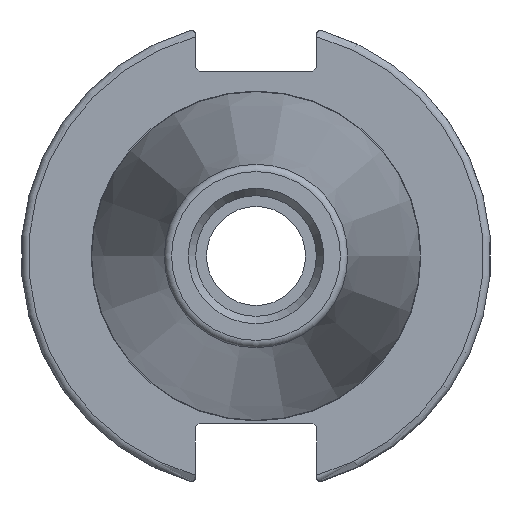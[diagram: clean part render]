
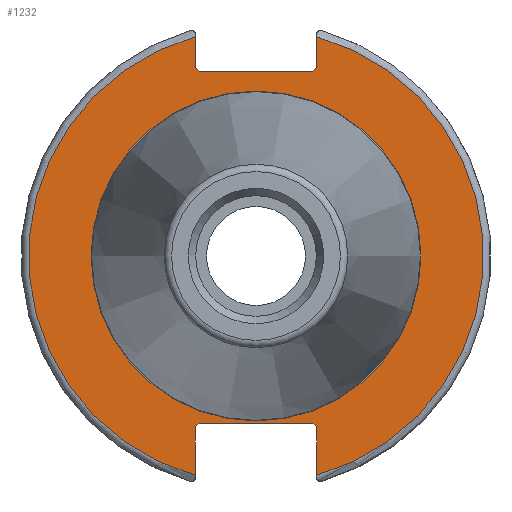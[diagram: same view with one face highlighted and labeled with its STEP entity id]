
A CAD part, left-side view. The second image highlights one B-rep face of the part: STEP entity #1232.
In plain terms, the highlighted planar face has unit normal (-1, 0, 0).
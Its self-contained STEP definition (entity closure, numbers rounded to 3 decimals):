
#98=LINE('',#2057,#174);
#105=LINE('',#2092,#181);
#108=LINE('',#2119,#184);
#109=LINE('',#2121,#185);
#110=LINE('',#2123,#186);
#111=LINE('',#2127,#187);
#112=LINE('',#2129,#188);
#113=LINE('',#2131,#189);
#114=LINE('',#2133,#190);
#115=LINE('',#2134,#191);
#174=VECTOR('',#1561,10.);
#181=VECTOR('',#1570,10.);
#184=VECTOR('',#1603,10.);
#185=VECTOR('',#1604,10.);
#186=VECTOR('',#1605,10.);
#187=VECTOR('',#1608,10.);
#188=VECTOR('',#1609,10.);
#189=VECTOR('',#1610,10.);
#190=VECTOR('',#1611,10.);
#191=VECTOR('',#1612,10.);
#247=FACE_BOUND('',#380,.T.);
#259=PLANE('',#1363);
#306=FACE_OUTER_BOUND('',#379,.T.);
#379=EDGE_LOOP('',(#962,#963,#964,#965,#966,#967,#968,#969,#970,#971,#972,
#973));
#380=EDGE_LOOP('',(#974));
#462=CIRCLE('',#1361,22.3);
#464=CIRCLE('',#1364,30.75);
#465=CIRCLE('',#1365,30.75);
#545=VERTEX_POINT('',#2054);
#546=VERTEX_POINT('',#2056);
#555=VERTEX_POINT('',#2090);
#562=VERTEX_POINT('',#2111);
#563=VERTEX_POINT('',#2116);
#564=VERTEX_POINT('',#2118);
#565=VERTEX_POINT('',#2120);
#566=VERTEX_POINT('',#2122);
#567=VERTEX_POINT('',#2124);
#568=VERTEX_POINT('',#2126);
#569=VERTEX_POINT('',#2128);
#570=VERTEX_POINT('',#2130);
#571=VERTEX_POINT('',#2132);
#691=EDGE_CURVE('',#546,#545,#98,.T.);
#702=EDGE_CURVE('',#555,#545,#105,.T.);
#711=EDGE_CURVE('',#562,#562,#462,.T.);
#713=EDGE_CURVE('',#546,#563,#464,.T.);
#714=EDGE_CURVE('',#555,#564,#108,.T.);
#715=EDGE_CURVE('',#565,#564,#109,.T.);
#716=EDGE_CURVE('',#565,#566,#110,.T.);
#717=EDGE_CURVE('',#567,#566,#465,.T.);
#718=EDGE_CURVE('',#567,#568,#111,.T.);
#719=EDGE_CURVE('',#569,#568,#112,.T.);
#720=EDGE_CURVE('',#569,#570,#113,.T.);
#721=EDGE_CURVE('',#571,#570,#114,.T.);
#722=EDGE_CURVE('',#571,#563,#115,.T.);
#962=ORIENTED_EDGE('',*,*,#713,.F.);
#963=ORIENTED_EDGE('',*,*,#691,.T.);
#964=ORIENTED_EDGE('',*,*,#702,.F.);
#965=ORIENTED_EDGE('',*,*,#714,.T.);
#966=ORIENTED_EDGE('',*,*,#715,.F.);
#967=ORIENTED_EDGE('',*,*,#716,.T.);
#968=ORIENTED_EDGE('',*,*,#717,.F.);
#969=ORIENTED_EDGE('',*,*,#718,.T.);
#970=ORIENTED_EDGE('',*,*,#719,.F.);
#971=ORIENTED_EDGE('',*,*,#720,.T.);
#972=ORIENTED_EDGE('',*,*,#721,.F.);
#973=ORIENTED_EDGE('',*,*,#722,.T.);
#974=ORIENTED_EDGE('',*,*,#711,.F.);
#1232=ADVANCED_FACE('',(#306,#247),#259,.T.);
#1361=AXIS2_PLACEMENT_3D('',#2113,#1595,#1596);
#1363=AXIS2_PLACEMENT_3D('',#2115,#1599,#1600);
#1364=AXIS2_PLACEMENT_3D('',#2117,#1601,#1602);
#1365=AXIS2_PLACEMENT_3D('',#2125,#1606,#1607);
#1561=DIRECTION('',(0.,0.,-1.));
#1570=DIRECTION('',(0.,-0.707,0.707));
#1595=DIRECTION('center_axis',(-1.,0.,0.));
#1596=DIRECTION('ref_axis',(0.,-1.,0.));
#1599=DIRECTION('center_axis',(-1.,0.,0.));
#1600=DIRECTION('ref_axis',(0.,0.,1.));
#1601=DIRECTION('center_axis',(1.,0.,0.));
#1602=DIRECTION('ref_axis',(0.,-1.,0.));
#1603=DIRECTION('',(0.,1.,0.));
#1604=DIRECTION('',(0.,-0.707,-0.707));
#1605=DIRECTION('',(0.,0.,1.));
#1606=DIRECTION('center_axis',(1.,0.,0.));
#1607=DIRECTION('ref_axis',(0.,1.,0.));
#1608=DIRECTION('',(0.,0.,1.));
#1609=DIRECTION('',(0.,0.707,-0.707));
#1610=DIRECTION('',(0.,-1.,0.));
#1611=DIRECTION('',(0.,0.707,0.707));
#1612=DIRECTION('',(0.,0.,-1.));
#2054=CARTESIAN_POINT('',(3.175,-8.19,25.5));
#2056=CARTESIAN_POINT('',(3.175,-8.19,29.639));
#2057=CARTESIAN_POINT('',(3.175,-8.19,12.5));
#2090=CARTESIAN_POINT('',(3.175,-7.69,25.));
#2092=CARTESIAN_POINT('',(3.175,8.295,9.015));
#2111=CARTESIAN_POINT('',(3.175,0.,22.3));
#2113=CARTESIAN_POINT('Origin',(3.175,0.,0.));
#2115=CARTESIAN_POINT('Origin',(3.175,31.75,0.));
#2116=CARTESIAN_POINT('',(3.175,-8.19,-29.639));
#2117=CARTESIAN_POINT('Origin',(3.175,0.,0.));
#2118=CARTESIAN_POINT('',(3.175,7.69,25.));
#2119=CARTESIAN_POINT('',(3.175,15.875,25.));
#2120=CARTESIAN_POINT('',(3.175,8.19,25.5));
#2121=CARTESIAN_POINT('',(3.175,7.58,24.89));
#2122=CARTESIAN_POINT('',(3.175,8.19,29.639));
#2123=CARTESIAN_POINT('',(3.175,8.19,12.5));
#2124=CARTESIAN_POINT('',(3.175,8.19,-29.639));
#2125=CARTESIAN_POINT('Origin',(3.175,0.,0.));
#2126=CARTESIAN_POINT('',(3.175,8.19,-23.1));
#2127=CARTESIAN_POINT('',(3.175,8.19,-11.3));
#2128=CARTESIAN_POINT('',(3.175,7.69,-22.6));
#2129=CARTESIAN_POINT('',(3.175,8.18,-23.09));
#2130=CARTESIAN_POINT('',(3.175,-7.69,-22.6));
#2131=CARTESIAN_POINT('',(3.175,15.875,-22.6));
#2132=CARTESIAN_POINT('',(3.175,-8.19,-23.1));
#2133=CARTESIAN_POINT('',(3.175,7.695,-7.215));
#2134=CARTESIAN_POINT('',(3.175,-8.19,-11.3));
